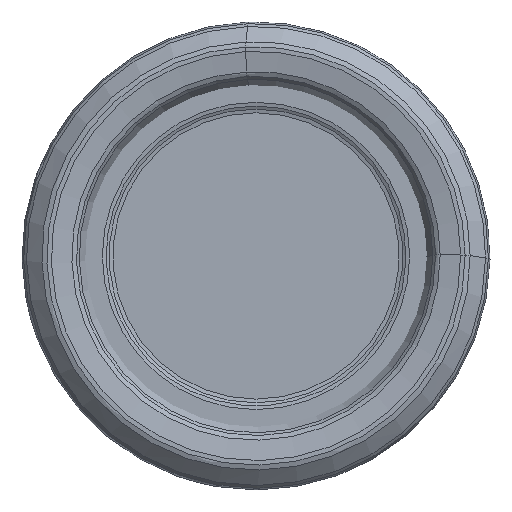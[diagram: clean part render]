
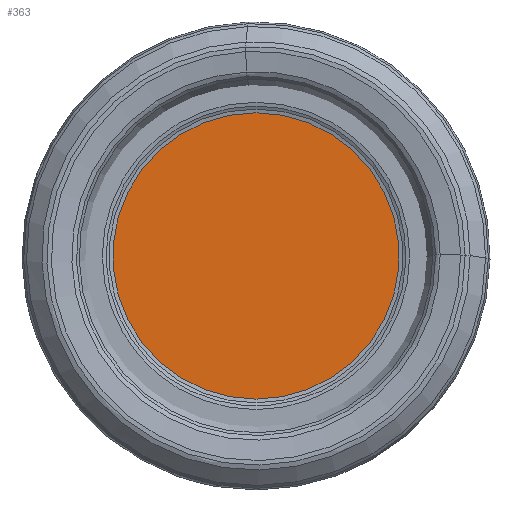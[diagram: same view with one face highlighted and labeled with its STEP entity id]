
A CAD part, left-side view. The second image highlights one B-rep face of the part: STEP entity #363.
In plain terms, the highlighted planar face has unit normal (-1, 0, 0).
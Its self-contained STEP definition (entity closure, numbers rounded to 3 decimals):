
#69=PLANE('',#1164);
#363=ADVANCED_FACE('',(#468),#69,.F.);
#468=FACE_OUTER_BOUND('',#524,.T.);
#524=EDGE_LOOP('',(#823));
#624=CIRCLE('',#1163,38.232);
#823=ORIENTED_EDGE('',*,*,#1018,.T.);
#909=VERTEX_POINT('',#2200);
#1018=EDGE_CURVE('',#909,#909,#624,.T.);
#1163=AXIS2_PLACEMENT_3D('',#2199,#1366,#1367);
#1164=AXIS2_PLACEMENT_3D('',#2201,#1368,#1369);
#1366=DIRECTION('',(-1.,0.,0.));
#1367=DIRECTION('',(0.,0.,1.));
#1368=DIRECTION('',(1.,0.,0.));
#1369=DIRECTION('',(0.,0.,-1.));
#2199=CARTESIAN_POINT('',(6.5,0.,0.));
#2200=CARTESIAN_POINT('',(6.5,0.,38.232));
#2201=CARTESIAN_POINT('',(6.5,38.232,0.));
